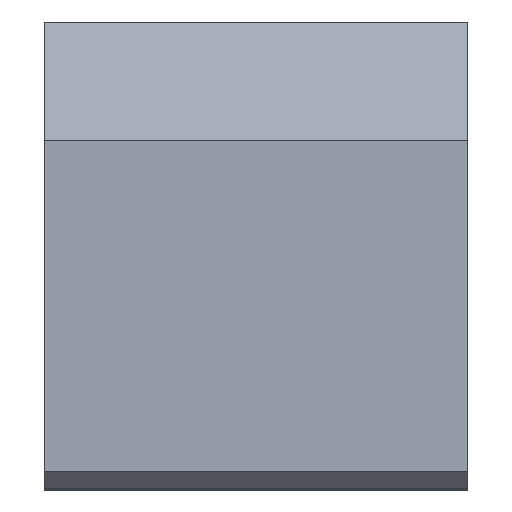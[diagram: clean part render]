
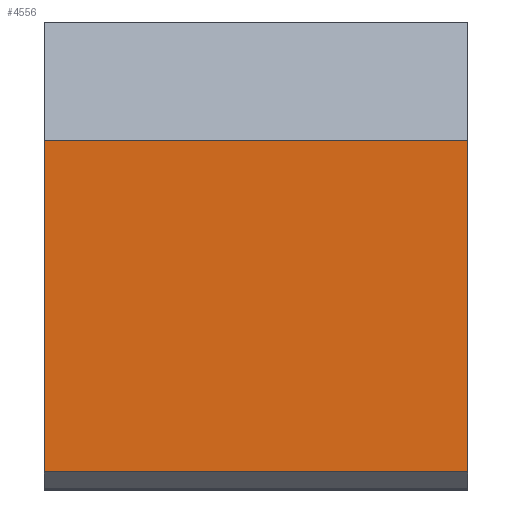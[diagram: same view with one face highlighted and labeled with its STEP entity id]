
A CAD part, top view. The second image highlights one B-rep face of the part: STEP entity #4556.
In plain terms, the highlighted planar face has unit normal (0, 0, 1).
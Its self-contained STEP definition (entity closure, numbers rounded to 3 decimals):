
#660=FACE_OUTER_BOUND('',#917,.T.);
#917=EDGE_LOOP('',(#4084,#4085,#4086,#4087));
#1252=LINE('',#8878,#1649);
#1273=LINE('',#8918,#1670);
#1302=LINE('',#8974,#1699);
#1303=LINE('',#8976,#1700);
#1649=VECTOR('',#5121,10.);
#1670=VECTOR('',#5146,10.);
#1699=VECTOR('',#5183,10.);
#1700=VECTOR('',#5186,10.);
#2143=VERTEX_POINT('',#8875);
#2144=VERTEX_POINT('',#8877);
#2160=VERTEX_POINT('',#8915);
#2161=VERTEX_POINT('',#8917);
#2782=EDGE_CURVE('',#2144,#2143,#1252,.T.);
#2803=EDGE_CURVE('',#2161,#2160,#1273,.T.);
#2832=EDGE_CURVE('',#2144,#2160,#1302,.T.);
#2833=EDGE_CURVE('',#2161,#2143,#1303,.T.);
#4084=ORIENTED_EDGE('',*,*,#2832,.F.);
#4085=ORIENTED_EDGE('',*,*,#2782,.T.);
#4086=ORIENTED_EDGE('',*,*,#2833,.F.);
#4087=ORIENTED_EDGE('',*,*,#2803,.T.);
#4313=PLANE('',#4673);
#4556=ADVANCED_FACE('',(#660),#4313,.T.);
#4673=AXIS2_PLACEMENT_3D('',#8975,#5184,#5185);
#5121=DIRECTION('',(0.,-1.,0.));
#5146=DIRECTION('',(0.,1.,0.));
#5183=DIRECTION('',(1.,0.,0.));
#5184=DIRECTION('center_axis',(0.,0.,1.));
#5185=DIRECTION('ref_axis',(0.,-1.,0.));
#5186=DIRECTION('',(-1.,0.,0.));
#8875=CARTESIAN_POINT('',(-53.743,84.797,-23.348));
#8877=CARTESIAN_POINT('',(-53.743,104.377,-23.348));
#8878=CARTESIAN_POINT('',(-53.743,84.488,-23.348));
#8915=CARTESIAN_POINT('',(-28.743,104.377,-23.348));
#8917=CARTESIAN_POINT('',(-28.743,84.797,-23.348));
#8918=CARTESIAN_POINT('',(-28.743,84.488,-23.348));
#8974=CARTESIAN_POINT('',(-28.743,104.377,-23.348));
#8975=CARTESIAN_POINT('Origin',(-28.743,83.797,-23.348));
#8976=CARTESIAN_POINT('',(-28.743,84.797,-23.348));
